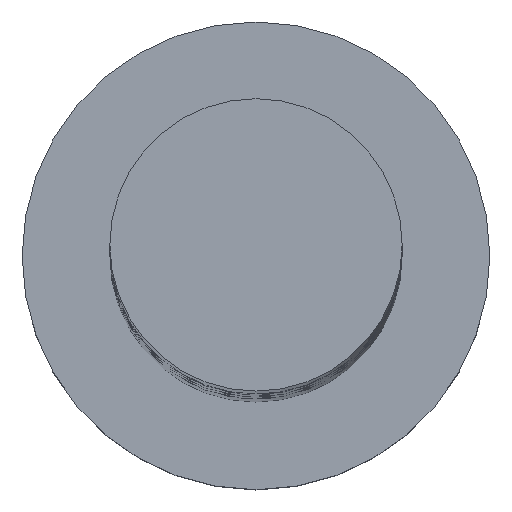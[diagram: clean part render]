
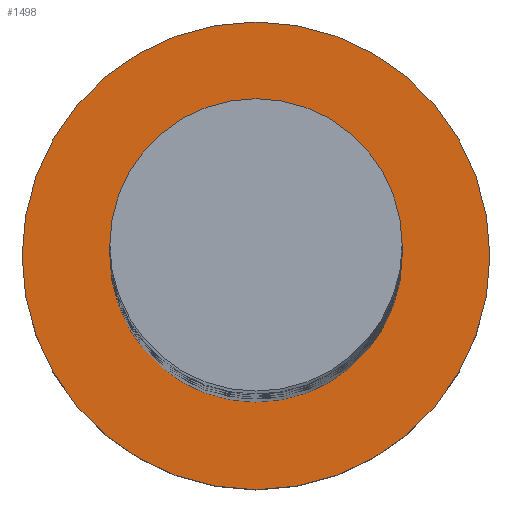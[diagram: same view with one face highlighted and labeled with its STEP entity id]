
A CAD part, top view. The second image highlights one B-rep face of the part: STEP entity #1498.
In plain terms, the highlighted planar face has unit normal (0, 0, 1).
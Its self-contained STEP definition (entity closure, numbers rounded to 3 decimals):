
#43 = EDGE_CURVE ( 'NONE', #364, #1138, #1448, .T. ) ;
#67 = EDGE_CURVE ( 'NONE', #1138, #364, #472, .T. ) ;
#69 = VERTEX_POINT ( 'NONE', #1446 ) ;
#169 = DIRECTION ( 'NONE',  ( 1., 0., 0. ) ) ;
#196 = CIRCLE ( 'NONE', #865, 8. ) ;
#211 = PLANE ( 'NONE',  #1318 ) ;
#252 = ORIENTED_EDGE ( 'NONE', *, *, #43, .F. ) ;
#259 = CARTESIAN_POINT ( 'NONE',  ( -5., 0., 5. ) ) ;
#295 = AXIS2_PLACEMENT_3D ( 'NONE', #1063, #922, #1554 ) ;
#364 = VERTEX_POINT ( 'NONE', #1609 ) ;
#410 = CARTESIAN_POINT ( 'NONE',  ( 0., 0., 5. ) ) ;
#472 = CIRCLE ( 'NONE', #1512, 5. ) ;
#506 = ORIENTED_EDGE ( 'NONE', *, *, #870, .T. ) ;
#539 = DIRECTION ( 'NONE',  ( 1., 0., 0. ) ) ;
#659 = DIRECTION ( 'NONE',  ( 1., 0., 0. ) ) ;
#664 = VERTEX_POINT ( 'NONE', #1107 ) ;
#686 = CARTESIAN_POINT ( 'NONE',  ( 0., 0., 5. ) ) ;
#771 = AXIS2_PLACEMENT_3D ( 'NONE', #686, #1662, #976 ) ;
#789 = CARTESIAN_POINT ( 'NONE',  ( 0., 0., 5. ) ) ;
#796 = ORIENTED_EDGE ( 'NONE', *, *, #1259, .T. ) ;
#865 = AXIS2_PLACEMENT_3D ( 'NONE', #1793, #1519, #539 ) ;
#870 = EDGE_CURVE ( 'NONE', #664, #69, #196, .T. ) ;
#922 = DIRECTION ( 'NONE',  ( 0., 0., 1. ) ) ;
#949 = EDGE_LOOP ( 'NONE', ( #506, #796 ) ) ;
#976 = DIRECTION ( 'NONE',  ( 1., 0., 0. ) ) ;
#1063 = CARTESIAN_POINT ( 'NONE',  ( 0., 0., 5. ) ) ;
#1071 = FACE_OUTER_BOUND ( 'NONE', #949, .T. ) ;
#1107 = CARTESIAN_POINT ( 'NONE',  ( -8., 0., 5. ) ) ;
#1114 = EDGE_LOOP ( 'NONE', ( #1685, #252 ) ) ;
#1138 = VERTEX_POINT ( 'NONE', #259 ) ;
#1259 = EDGE_CURVE ( 'NONE', #69, #664, #1420, .T. ) ;
#1318 = AXIS2_PLACEMENT_3D ( 'NONE', #789, #1626, #659 ) ;
#1396 = FACE_BOUND ( 'NONE', #1114, .T. ) ;
#1420 = CIRCLE ( 'NONE', #295, 8. ) ;
#1446 = CARTESIAN_POINT ( 'NONE',  ( 8., 0., 5. ) ) ;
#1448 = CIRCLE ( 'NONE', #771, 5. ) ;
#1498 = ADVANCED_FACE ( 'NONE', ( #1396, #1071 ), #211, .T. ) ;
#1512 = AXIS2_PLACEMENT_3D ( 'NONE', #410, #1734, #169 ) ;
#1519 = DIRECTION ( 'NONE',  ( 0., 0., 1. ) ) ;
#1554 = DIRECTION ( 'NONE',  ( 1., 0., 0. ) ) ;
#1609 = CARTESIAN_POINT ( 'NONE',  ( 5., 0., 5. ) ) ;
#1626 = DIRECTION ( 'NONE',  ( 0., 0., 1. ) ) ;
#1662 = DIRECTION ( 'NONE',  ( 0., 0., 1. ) ) ;
#1685 = ORIENTED_EDGE ( 'NONE', *, *, #67, .F. ) ;
#1734 = DIRECTION ( 'NONE',  ( 0., 0., 1. ) ) ;
#1793 = CARTESIAN_POINT ( 'NONE',  ( 0., 0., 5. ) ) ;
